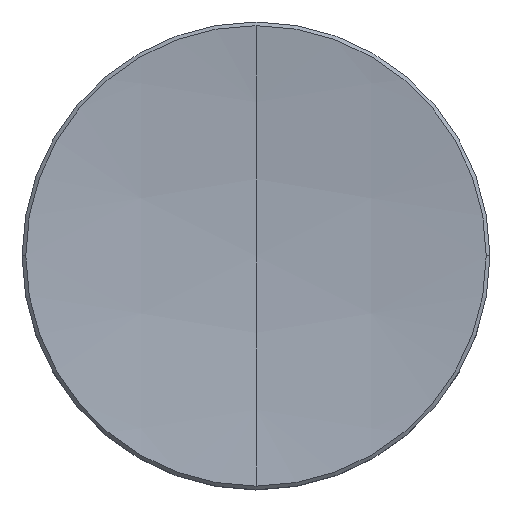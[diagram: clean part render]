
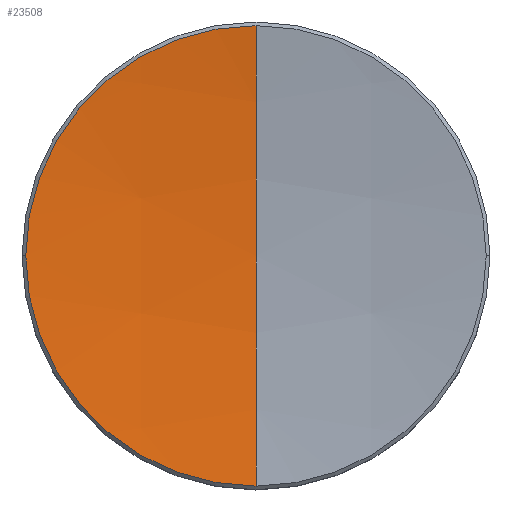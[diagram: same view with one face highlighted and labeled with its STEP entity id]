
A CAD part, top view. The second image highlights one B-rep face of the part: STEP entity #23508.
In plain terms, the highlighted spherical face has radius 100 mm.
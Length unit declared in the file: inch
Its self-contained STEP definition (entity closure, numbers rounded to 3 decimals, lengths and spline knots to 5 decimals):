
#5468 = DIRECTION ( 'NONE',  ( 1., 0., 0. ) ) ;
#5470 = DIRECTION ( 'NONE',  ( 0., 0., 1. ) ) ;
#5471 = CARTESIAN_POINT ( 'NONE',  ( 0., 0., 0.149 ) ) ;
#5473 = AXIS2_PLACEMENT_3D ( 'NONE', #5471, #5470, #5468 ) ;
#5475 = CIRCLE ( 'NONE', #5473, 0.49218 ) ;
#5597 = CARTESIAN_POINT ( 'NONE',  ( 0., 0.49218, 0.149 ) ) ;
#5610 = CARTESIAN_POINT ( 'NONE',  ( -0.49218, 0., 0.149 ) ) ;
#9824 = DIRECTION ( 'NONE',  ( 1., 0., 0. ) ) ;
#9825 = DIRECTION ( 'NONE',  ( 0., 0., 1. ) ) ;
#9826 = CARTESIAN_POINT ( 'NONE',  ( 0., 0., 0.149 ) ) ;
#9827 = AXIS2_PLACEMENT_3D ( 'NONE', #9826, #9825, #9824 ) ;
#9863 = CIRCLE ( 'NONE', #9827, 0.49218 ) ;
#10199 = AXIS2_PLACEMENT_3D ( 'NONE', #10255, #10438, #10437 ) ;
#10243 = CARTESIAN_POINT ( 'NONE',  ( 0., -0.49218, 0.149 ) ) ;
#10255 = CARTESIAN_POINT ( 'NONE',  ( 0., 0., 4.05512 ) ) ;
#10258 = FACE_OUTER_BOUND ( 'NONE', #23594, .T. ) ;
#10299 = SPHERICAL_SURFACE ( 'NONE', #10199, 3.93701 ) ;
#10437 = DIRECTION ( 'NONE',  ( 0., 1., 0. ) ) ;
#10438 = DIRECTION ( 'NONE',  ( 1., 0., 0. ) ) ;
#10775 = CARTESIAN_POINT ( 'NONE',  ( 0., 0., 4.05512 ) ) ;
#10820 = DIRECTION ( 'NONE',  ( 0., 1., 0. ) ) ;
#10821 = DIRECTION ( 'NONE',  ( 1., 0., 0. ) ) ;
#10822 = AXIS2_PLACEMENT_3D ( 'NONE', #10775, #10821, #10820 ) ;
#10823 = CIRCLE ( 'NONE', #10822, 3.93701 ) ;
#10855 = CARTESIAN_POINT ( 'NONE',  ( 0., 0., 0.11811 ) ) ;
#10902 = CARTESIAN_POINT ( 'NONE',  ( 0., 0., 4.05512 ) ) ;
#10903 = DIRECTION ( 'NONE',  ( 0., 0., 1. ) ) ;
#10914 = AXIS2_PLACEMENT_3D ( 'NONE', #10902, #10933, #10903 ) ;
#10933 = DIRECTION ( 'NONE',  ( -1., 0., 0. ) ) ;
#10934 = CIRCLE ( 'NONE', #10914, 3.93701 ) ;
#22928 = EDGE_CURVE ( 'NONE', #22949, #22940, #5475, .T. ) ;
#22940 = VERTEX_POINT ( 'NONE', #5610 ) ;
#22949 = VERTEX_POINT ( 'NONE', #5597 ) ;
#23405 = EDGE_CURVE ( 'NONE', #22940, #23511, #9863, .T. ) ;
#23508 = ADVANCED_FACE ( 'NONE', ( #10258 ), #10299, .F. ) ;
#23510 = ORIENTED_EDGE ( 'NONE', *, *, #22928, .T. ) ;
#23511 = VERTEX_POINT ( 'NONE', #10243 ) ;
#23573 = ORIENTED_EDGE ( 'NONE', *, *, #23622, .F. ) ;
#23574 = ORIENTED_EDGE ( 'NONE', *, *, #23620, .T. ) ;
#23577 = ORIENTED_EDGE ( 'NONE', *, *, #23405, .T. ) ;
#23594 = EDGE_LOOP ( 'NONE', ( #23510, #23577, #23574, #23573 ) ) ;
#23616 = VERTEX_POINT ( 'NONE', #10855 ) ;
#23620 = EDGE_CURVE ( 'NONE', #23511, #23616, #10823, .T. ) ;
#23622 = EDGE_CURVE ( 'NONE', #22949, #23616, #10934, .T. ) ;
